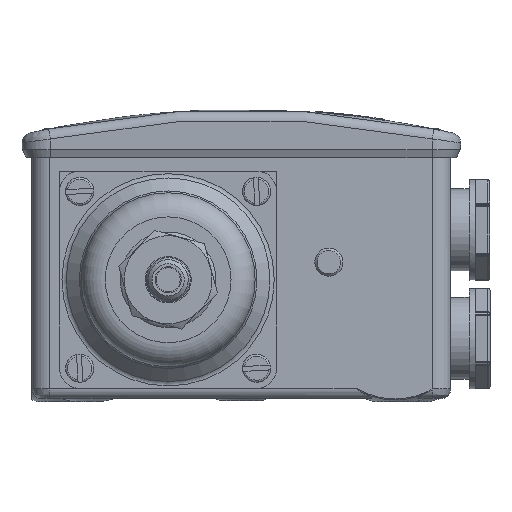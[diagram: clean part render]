
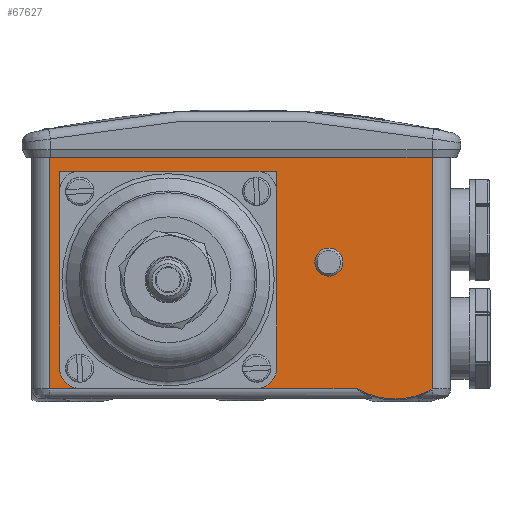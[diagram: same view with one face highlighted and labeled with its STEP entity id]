
A CAD part, front view. The second image highlights one B-rep face of the part: STEP entity #67627.
In plain terms, the highlighted planar face has unit normal (0, -1, 0).
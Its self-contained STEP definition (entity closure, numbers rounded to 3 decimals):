
#65269=CARTESIAN_POINT('',(27.,-13.18,-22.0));
#65270=VERTEX_POINT('',#65269);
#65277=CARTESIAN_POINT('',(27.,-13.18,27.));
#65278=VERTEX_POINT('',#65277);
#65279=CARTESIAN_POINT('',(27.,-13.18,27.0));
#65280=DIRECTION('',(0.0,0.0,-1.0));
#65281=VECTOR('',#65280,49.0);
#65282=LINE('',#65279,#65281);
#65283=EDGE_CURVE('',#65278,#65270,#65282,.T.);
#65308=CARTESIAN_POINT('',(-27.,-13.18,27.));
#65309=VERTEX_POINT('',#65308);
#65310=CARTESIAN_POINT('',(-27.,-13.18,27.));
#65311=DIRECTION('',(1.0,0.0,0.0));
#65312=VECTOR('',#65311,54.0);
#65313=LINE('',#65310,#65312);
#65314=EDGE_CURVE('',#65309,#65278,#65313,.T.);
#65339=CARTESIAN_POINT('',(-27.,-13.18,-22.0));
#65340=VERTEX_POINT('',#65339);
#65341=CARTESIAN_POINT('',(-27.,-13.18,-22.));
#65342=DIRECTION('',(0.0,0.0,1.0));
#65343=VECTOR('',#65342,49.0);
#65344=LINE('',#65341,#65343);
#65345=EDGE_CURVE('',#65340,#65309,#65344,.T.);
#65371=CARTESIAN_POINT('',(-22.,-13.18,-27.0));
#65372=VERTEX_POINT('',#65371);
#65373=CARTESIAN_POINT('',(-22.,-13.18,-22.0));
#65374=DIRECTION('',(0.0,1.0,0.0));
#65375=DIRECTION('',(1.0,0.0,0.0));
#65376=AXIS2_PLACEMENT_3D('',#65373,#65374,#65375);
#65377=CIRCLE('',#65376,5.);
#65378=EDGE_CURVE('',#65372,#65340,#65377,.T.);
#65403=CARTESIAN_POINT('',(22.,-13.18,-27.0));
#65404=VERTEX_POINT('',#65403);
#65405=CARTESIAN_POINT('',(22.,-13.18,-27.0));
#65406=DIRECTION('',(-1.0,0.0,0.0));
#65407=VECTOR('',#65406,44.0);
#65408=LINE('',#65405,#65407);
#65409=EDGE_CURVE('',#65404,#65372,#65408,.T.);
#65433=CARTESIAN_POINT('',(22.,-13.18,-22.0));
#65434=DIRECTION('',(0.0,1.0,0.0));
#65435=DIRECTION('',(0.0,0.0,1.0));
#65436=AXIS2_PLACEMENT_3D('',#65433,#65434,#65435);
#65437=CIRCLE('',#65436,5.);
#65438=EDGE_CURVE('',#65270,#65404,#65437,.T.);
#65460=CARTESIAN_POINT('',(43.5,-13.18,4.4));
#65461=VERTEX_POINT('',#65460);
#65462=CARTESIAN_POINT('',(40.,-13.18,4.4));
#65463=DIRECTION('',(0.0,1.0,0.0));
#65464=DIRECTION('',(-1.0,0.0,0.0));
#65465=AXIS2_PLACEMENT_3D('',#65462,#65463,#65464);
#65466=CIRCLE('',#65465,3.5);
#65467=EDGE_CURVE('',#65461,#65461,#65466,.T.);
#66402=CARTESIAN_POINT('',(-29.4,-13.18,32.));
#66403=VERTEX_POINT('',#66402);
#66411=CARTESIAN_POINT('',(65.8,-13.18,32.));
#66412=VERTEX_POINT('',#66411);
#66413=CARTESIAN_POINT('',(65.8,-13.18,32.));
#66414=DIRECTION('',(-1.0,0.0,0.0));
#66415=VECTOR('',#66414,95.2);
#66416=LINE('',#66413,#66415);
#66417=EDGE_CURVE('',#66412,#66403,#66416,.T.);
#67089=CARTESIAN_POINT('',(65.8,-13.18,-27.108));
#67090=VERTEX_POINT('',#67089);
#67091=CARTESIAN_POINT('',(65.8,-13.18,-27.108));
#67092=DIRECTION('',(0.0,0.0,1.0));
#67093=VECTOR('',#67092,59.108);
#67094=LINE('',#67091,#67093);
#67095=EDGE_CURVE('',#67090,#66412,#67094,.T.);
#67575=CARTESIAN_POINT('',(65.8,-13.18,-29.6));
#67576=DIRECTION('',(0.0,-1.0,0.0));
#67577=DIRECTION('',(0.0,0.0,-1.0));
#67578=AXIS2_PLACEMENT_3D('',#67575,#67576,#67577);
#67579=PLANE('',#67578);
#67580=CARTESIAN_POINT('',(64.538,-13.18,-27.78));
#67581=VERTEX_POINT('',#67580);
#67582=CARTESIAN_POINT('',(56.4,-13.18,-10.972));
#67583=DIRECTION('',(0.0,1.0,0.0));
#67584=DIRECTION('',(0.499,0.0,-0.867));
#67585=AXIS2_PLACEMENT_3D('',#67582,#67583,#67584);
#67586=CIRCLE('',#67585,18.674);
#67587=EDGE_CURVE('',#67090,#67581,#67586,.T.);
#67588=ORIENTED_EDGE('',*,*,#67587,.F.);
#67589=ORIENTED_EDGE('',*,*,#67095,.T.);
#67590=ORIENTED_EDGE('',*,*,#66417,.T.);
#67591=CARTESIAN_POINT('',(-29.4,-13.18,-27.1));
#67592=VERTEX_POINT('',#67591);
#67593=CARTESIAN_POINT('',(-29.4,-13.18,-27.1));
#67594=DIRECTION('',(0.0,0.0,1.0));
#67595=VECTOR('',#67594,59.1);
#67596=LINE('',#67593,#67595);
#67597=EDGE_CURVE('',#67592,#66403,#67596,.T.);
#67598=ORIENTED_EDGE('',*,*,#67597,.F.);
#67599=CARTESIAN_POINT('',(46.986,-13.18,-27.1));
#67600=VERTEX_POINT('',#67599);
#67601=CARTESIAN_POINT('',(46.986,-13.18,-27.1));
#67602=DIRECTION('',(-1.0,0.0,0.0));
#67603=VECTOR('',#67602,76.386);
#67604=LINE('',#67601,#67603);
#67605=EDGE_CURVE('',#67600,#67592,#67604,.T.);
#67606=ORIENTED_EDGE('',*,*,#67605,.F.);
#67607=CARTESIAN_POINT('',(56.4,-13.18,-10.972));
#67608=DIRECTION('',(0.0,1.0,0.0));
#67609=DIRECTION('',(-0.011,0.0,-1.));
#67610=AXIS2_PLACEMENT_3D('',#67607,#67608,#67609);
#67611=CIRCLE('',#67610,18.674);
#67612=EDGE_CURVE('',#67581,#67600,#67611,.T.);
#67613=ORIENTED_EDGE('',*,*,#67612,.F.);
#67614=EDGE_LOOP('',(#67588,#67589,#67590,#67598,#67606,#67613));
#67615=FACE_OUTER_BOUND('',#67614,.T.);
#67616=ORIENTED_EDGE('',*,*,#65438,.T.);
#67617=ORIENTED_EDGE('',*,*,#65409,.T.);
#67618=ORIENTED_EDGE('',*,*,#65378,.T.);
#67619=ORIENTED_EDGE('',*,*,#65345,.T.);
#67620=ORIENTED_EDGE('',*,*,#65314,.T.);
#67621=ORIENTED_EDGE('',*,*,#65283,.T.);
#67622=EDGE_LOOP('',(#67616,#67617,#67618,#67619,#67620,#67621));
#67623=FACE_BOUND('',#67622,.T.);
#67624=ORIENTED_EDGE('',*,*,#65467,.T.);
#67625=EDGE_LOOP('',(#67624));
#67626=FACE_BOUND('',#67625,.T.);
#67627=ADVANCED_FACE('',(#67615,#67623,#67626),#67579,.T.);
